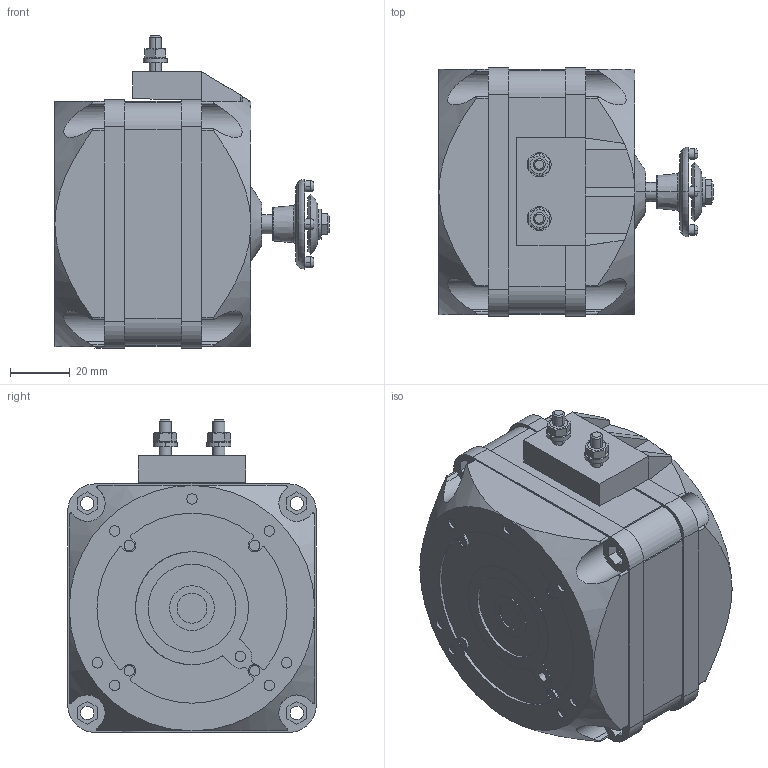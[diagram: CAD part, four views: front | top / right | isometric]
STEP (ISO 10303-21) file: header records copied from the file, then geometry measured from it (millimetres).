
FILE_DESCRIPTION((''),'2;1');
FILE_NAME('118U0201_ASM','2019-12-19T',('U371994'),('DANFOSS COMMERCIAL COMPRESSOR'),'CREO PARAMETRIC BY PTC INC, 2015480','CREO PARAMETRIC BY PTC INC, 2015480','');
FILE_SCHEMA(('CONFIG_CONTROL_DESIGN'));
Length unit declared in the file: millimetre
Products named in the file (4): 118U0201_95630; 118U0201_96471; 118U0201_97032; 118U0201_ASM
Assembly tree (3 placements, depth 2):
  118U0201_ASM
    118U0201_95630
    118U0201_96471
    118U0201_97032
Bounding box: 91.6 x 83 x 104.5 mm (x, y, z)
Volume: 420011.4 mm3; surface area: 43542.6 mm2
Topology: 3 solids, 3 shells, 482 faces, 1293 edges, 880 vertices
Faces by surface type: plane 231, cylinder 199, cone 28, torus 12, bspline 12
Entity records: 16506 total; most frequent: CARTESIAN_POINT 3934, DIRECTION 2702, ORIENTED_EDGE 2586, EDGE_CURVE 1293, AXIS2_PLACEMENT_3D 1038, VERTEX_POINT 880, VECTOR 626, LINE 626
